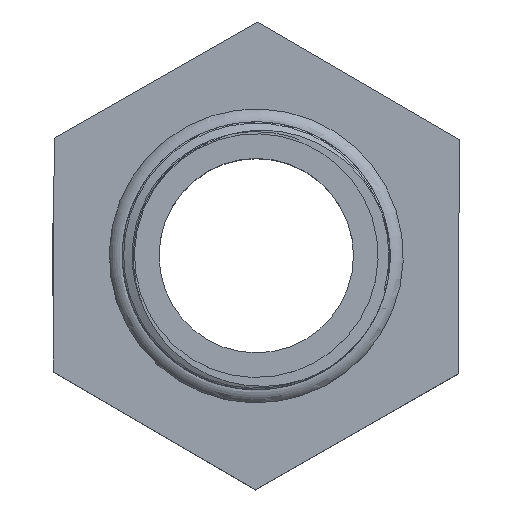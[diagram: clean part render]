
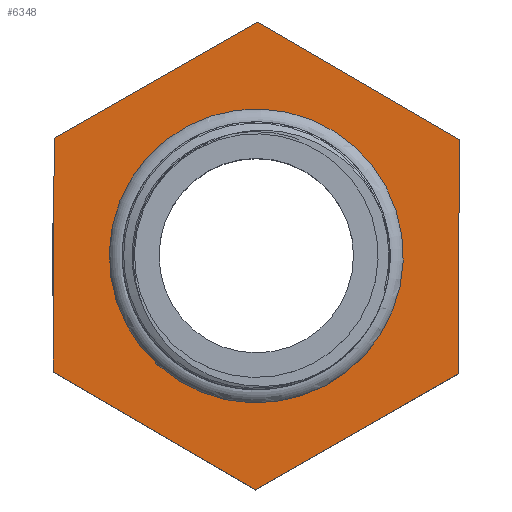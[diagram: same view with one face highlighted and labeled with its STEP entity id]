
A CAD part, top view. The second image highlights one B-rep face of the part: STEP entity #6348.
In plain terms, the highlighted planar face has unit normal (0, 0, 1).
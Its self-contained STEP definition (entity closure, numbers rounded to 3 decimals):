
#175=FACE_BOUND('',#1087,.T.);
#366=PLANE('',#6598);
#711=FACE_OUTER_BOUND('',#1086,.T.);
#1086=EDGE_LOOP('',(#5978,#5979,#5980,#5981,#5982,#5983));
#1087=EDGE_LOOP('',(#5984));
#1103=CIRCLE('',#6575,18.137);
#2000=LINE('',#19752,#2599);
#2002=LINE('',#19756,#2601);
#2004=LINE('',#19760,#2603);
#2006=LINE('',#19764,#2605);
#2008=LINE('',#19768,#2607);
#2010=LINE('',#19771,#2609);
#2599=VECTOR('',#7648,10.);
#2601=VECTOR('',#7652,10.);
#2603=VECTOR('',#7656,10.);
#2605=VECTOR('',#7660,10.);
#2607=VECTOR('',#7664,10.);
#2609=VECTOR('',#7668,10.);
#3186=VERTEX_POINT('',#12803);
#3218=VERTEX_POINT('',#19749);
#3219=VERTEX_POINT('',#19751);
#3220=VERTEX_POINT('',#19755);
#3221=VERTEX_POINT('',#19759);
#3222=VERTEX_POINT('',#19763);
#3223=VERTEX_POINT('',#19767);
#4082=EDGE_CURVE('',#3186,#3186,#1103,.T.);
#4134=EDGE_CURVE('',#3219,#3218,#2000,.T.);
#4136=EDGE_CURVE('',#3220,#3219,#2002,.T.);
#4138=EDGE_CURVE('',#3221,#3220,#2004,.T.);
#4140=EDGE_CURVE('',#3222,#3221,#2006,.T.);
#4142=EDGE_CURVE('',#3223,#3222,#2008,.T.);
#4144=EDGE_CURVE('',#3218,#3223,#2010,.T.);
#5978=ORIENTED_EDGE('',*,*,#4144,.T.);
#5979=ORIENTED_EDGE('',*,*,#4142,.T.);
#5980=ORIENTED_EDGE('',*,*,#4140,.T.);
#5981=ORIENTED_EDGE('',*,*,#4138,.T.);
#5982=ORIENTED_EDGE('',*,*,#4136,.T.);
#5983=ORIENTED_EDGE('',*,*,#4134,.T.);
#5984=ORIENTED_EDGE('',*,*,#4082,.T.);
#6348=ADVANCED_FACE('',(#711,#175),#366,.T.);
#6575=AXIS2_PLACEMENT_3D('',#12804,#7603,#7604);
#6598=AXIS2_PLACEMENT_3D('',#19772,#7669,#7670);
#7603=DIRECTION('center_axis',(0.,0.,-1.));
#7604=DIRECTION('ref_axis',(-0.99,-0.139,0.));
#7648=DIRECTION('',(0.004,1.,0.));
#7652=DIRECTION('',(0.868,0.497,0.));
#7656=DIRECTION('',(0.864,-0.503,0.));
#7660=DIRECTION('',(-0.004,-1.,0.));
#7664=DIRECTION('',(-0.868,-0.497,0.));
#7668=DIRECTION('',(-0.864,0.503,0.));
#7669=DIRECTION('center_axis',(0.,0.,1.));
#7670=DIRECTION('ref_axis',(0.99,0.139,0.));
#12803=CARTESIAN_POINT('',(17.961,2.524,34.5));
#12804=CARTESIAN_POINT('Origin',(0.,0.,34.5));
#19749=CARTESIAN_POINT('',(25.058,14.333,34.5));
#19751=CARTESIAN_POINT('',(24.942,-14.534,34.5));
#19752=CARTESIAN_POINT('',(24.942,-14.534,34.5));
#19755=CARTESIAN_POINT('',(-0.116,-28.867,34.5));
#19756=CARTESIAN_POINT('',(-0.116,-28.867,34.5));
#19759=CARTESIAN_POINT('',(-25.058,-14.333,34.5));
#19760=CARTESIAN_POINT('',(-25.058,-14.333,34.5));
#19763=CARTESIAN_POINT('',(-24.942,14.534,34.5));
#19764=CARTESIAN_POINT('',(-24.942,14.534,34.5));
#19767=CARTESIAN_POINT('',(0.116,28.867,34.5));
#19768=CARTESIAN_POINT('',(0.116,28.867,34.5));
#19771=CARTESIAN_POINT('',(25.058,14.333,34.5));
#19772=CARTESIAN_POINT('Origin',(0.,0.,
34.5));
